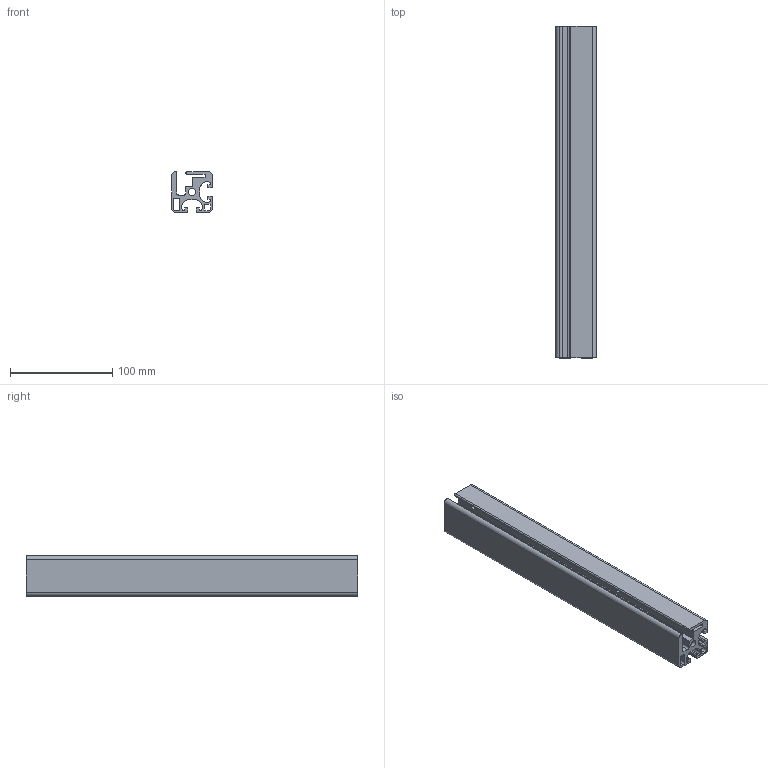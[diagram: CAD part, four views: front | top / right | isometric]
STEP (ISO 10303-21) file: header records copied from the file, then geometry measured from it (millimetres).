
FILE_DESCRIPTION( ( 'Unknown' ), '1' );
FILE_NAME( 'I8-4040KP.stp', 'Unknown', ( 'Unknown' ), ( 'Unknown' ), 'XStep 1.0', 'Unknown', ' ' );
FILE_SCHEMA( ( 'automotive_design' ) );
Length unit declared in the file: millimetre
Products named in the file (1): 1
Bounding box: 40 x 325 x 40 mm (x, y, z)
Volume: 240401.5 mm3; surface area: 134922.5 mm2
Topology: 1 solids, 1 shells, 126 faces, 388 edges, 258 vertices
Faces by surface type: cylinder 65, plane 61
Full cylindrical faces by diameter (mm): 4.8 x2, 6.8 x1, 10.5 x2
Entity records: 5575 total; most frequent: CARTESIAN_POINT 1030, ORIENTED_EDGE 758, DIRECTION 729, EDGE_CURVE 379, VERTEX_POINT 254, AXIS2_PLACEMENT_3D 249, LINE 231, VECTOR 231
